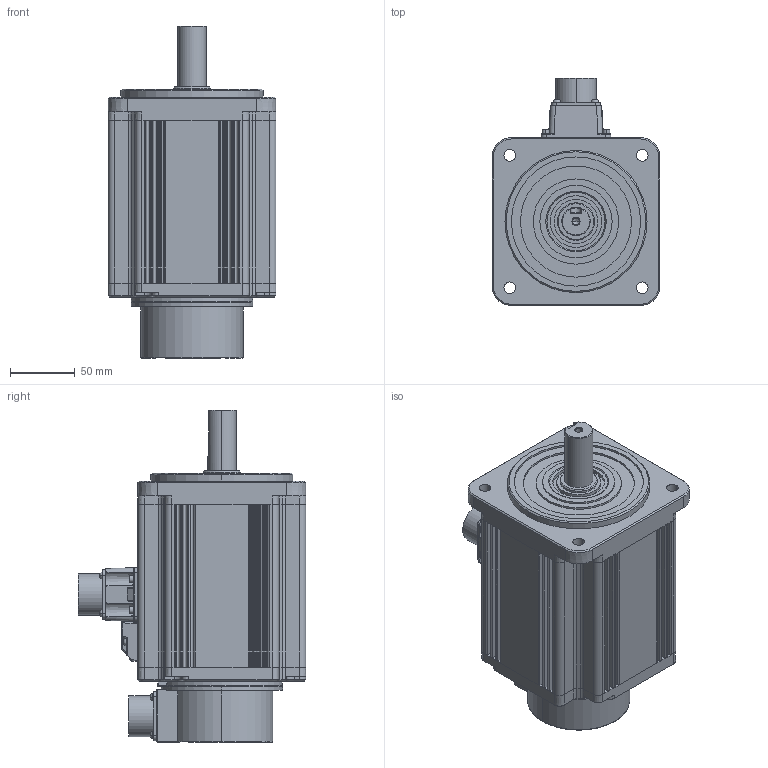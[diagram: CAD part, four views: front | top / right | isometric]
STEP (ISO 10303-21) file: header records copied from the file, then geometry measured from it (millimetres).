
FILE_DESCRIPTION (( 'STEP AP214' ), '1' );
FILE_NAME ('SV2M-x15B fxt.STEP', '2022-10-05T13:13:00', ( '' ), ( '' ), 'SwSTEP 2.0', 'SolidWorks 2021', '' );
FILE_SCHEMA (( 'AUTOMOTIVE_DESIGN' ));
Length unit declared in the file: inch
Products named in the file (1): SV2M-x15B fxt
Bounding box: 130 x 176.14 x 257 mm (x, y, z)
Volume: 2712698.2 mm3; surface area: 169628 mm2
Topology: 2 solids, 2 shells, 732 faces, 1814 edges, 1080 vertices
Faces by surface type: plane 310, cylinder 246, cone 90, bspline 70, torus 16
Entity records: 24420 total; most frequent: CARTESIAN_POINT 7920, ORIENTED_EDGE 3556, DIRECTION 3278, EDGE_CURVE 1778, AXIS2_PLACEMENT_3D 1225, VERTEX_POINT 1080, VECTOR 828, LINE 828
